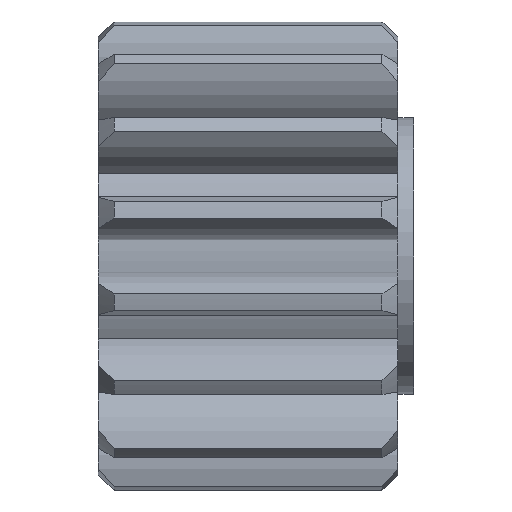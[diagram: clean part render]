
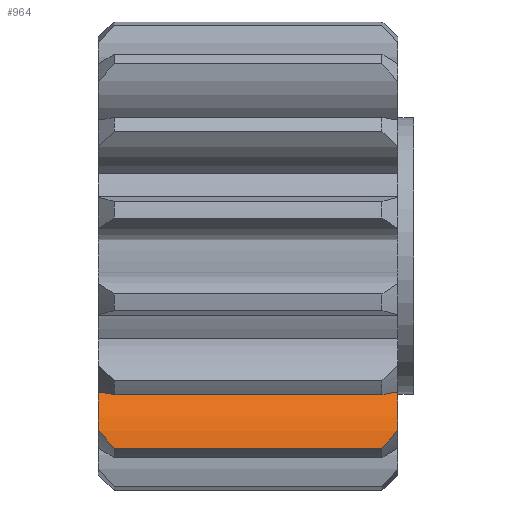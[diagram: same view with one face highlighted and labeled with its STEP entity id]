
A CAD part, front view. The second image highlights one B-rep face of the part: STEP entity #964.
In plain terms, the highlighted cylindrical face has radius 4.064 mm (diameter 8.128 mm), a partial arc.
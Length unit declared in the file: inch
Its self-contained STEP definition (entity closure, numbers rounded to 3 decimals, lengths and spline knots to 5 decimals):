
#139 = CIRCLE ( 'NONE', #2335, 0.16 ) ;
#274 = VERTEX_POINT ( 'NONE', #3317 ) ;
#280 = DIRECTION ( 'NONE',  ( -1., 0., 0. ) ) ;
#300 = CARTESIAN_POINT ( 'NONE',  ( 0., -0.2579, -0.33149 ) ) ;
#364 = FACE_OUTER_BOUND ( 'NONE', #727, .T. ) ;
#393 = VECTOR ( 'NONE', #3720, 39.37008 ) ;
#627 = CARTESIAN_POINT ( 'NONE',  ( 0.568, -0.10343, -0.37319 ) ) ;
#688 = CARTESIAN_POINT ( 'NONE',  ( 0.568, -0.26322, -0.36498 ) ) ;
#692 = CARTESIAN_POINT ( 'NONE',  ( 0.568, -0.2579, -0.33149 ) ) ;
#727 = EDGE_LOOP ( 'NONE', ( #1600, #1436, #1979, #3227, #3011, #1310 ) ) ;
#766 = EDGE_CURVE ( 'NONE', #3728, #2627, #3365, .T. ) ;
#930 = DIRECTION ( 'NONE',  ( -1., 0., 0. ) ) ;
#964 = ADVANCED_FACE ( 'NONE', ( #364 ), #1530, .T. ) ;
#1029 = AXIS2_PLACEMENT_3D ( 'NONE', #627, #2802, #3381 ) ;
#1100 = CARTESIAN_POINT ( 'NONE',  ( 0.55774, -0.26081, -0.34224 ) ) ;
#1130 = AXIS2_PLACEMENT_3D ( 'NONE', #3611, #930, #2125 ) ;
#1138 = LINE ( 'NONE', #1493, #3335 ) ;
#1310 = ORIENTED_EDGE ( 'NONE', *, *, #3122, .T. ) ;
#1359 = CARTESIAN_POINT ( 'NONE',  ( 0.568, -0.2579, -0.33149 ) ) ;
#1361 = VERTEX_POINT ( 'NONE', #692 ) ;
#1362 = DIRECTION ( 'NONE',  ( 1., 0., 0. ) ) ;
#1436 = ORIENTED_EDGE ( 'NONE', *, *, #2739, .T. ) ;
#1493 = CARTESIAN_POINT ( 'NONE',  ( 0.568, -0.21627, -0.25975 ) ) ;
#1498 = EDGE_CURVE ( 'NONE', #1361, #2771, #2010, .T. ) ;
#1499 = CARTESIAN_POINT ( 'NONE',  ( 0.01026, -0.26081, -0.34224 ) ) ;
#1530 = CYLINDRICAL_SURFACE ( 'NONE', #1029, 0.16 ) ;
#1600 = ORIENTED_EDGE ( 'NONE', *, *, #3741, .T. ) ;
#1922 = CARTESIAN_POINT ( 'NONE',  ( 0.568, -0.21627, -0.25975 ) ) ;
#1964 = CARTESIAN_POINT ( 'NONE',  ( 0.538, -0.26322, -0.36498 ) ) ;
#1979 = ORIENTED_EDGE ( 'NONE', *, *, #766, .T. ) ;
#2010 = CIRCLE ( 'NONE', #1130, 0.16 ) ;
#2051 = VERTEX_POINT ( 'NONE', #3360 ) ;
#2120 = CARTESIAN_POINT ( 'NONE',  ( 0.538, -0.26322, -0.36498 ) ) ;
#2125 = DIRECTION ( 'NONE',  ( 0., 0., 1. ) ) ;
#2335 = AXIS2_PLACEMENT_3D ( 'NONE', #3182, #1362, #2895 ) ;
#2371 = B_SPLINE_CURVE_WITH_KNOTS ( 'NONE', 3,
 ( #300, #1499, #3590, #2696 ),
 .UNSPECIFIED., .F., .F.,
 ( 4, 4 ),
 ( 0., 0.00115 ),
 .UNSPECIFIED. ) ;
#2578 = CARTESIAN_POINT ( 'NONE',  ( 0.54774, -0.26263, -0.3534 ) ) ;
#2627 = VERTEX_POINT ( 'NONE', #2120 ) ;
#2696 = CARTESIAN_POINT ( 'NONE',  ( 0.03, -0.26322, -0.36498 ) ) ;
#2739 = EDGE_CURVE ( 'NONE', #274, #3728, #2371, .T. ) ;
#2766 = B_SPLINE_CURVE_WITH_KNOTS ( 'NONE', 3,
 ( #1964, #2578, #1100, #1359 ),
 .UNSPECIFIED., .F., .F.,
 ( 4, 4 ),
 ( 0., 0.00115 ),
 .UNSPECIFIED. ) ;
#2771 = VERTEX_POINT ( 'NONE', #1922 ) ;
#2802 = DIRECTION ( 'NONE',  ( -1., 0., 0. ) ) ;
#2855 = CARTESIAN_POINT ( 'NONE',  ( 0.03, -0.26322, -0.36498 ) ) ;
#2895 = DIRECTION ( 'NONE',  ( 0., 0., 1. ) ) ;
#3011 = ORIENTED_EDGE ( 'NONE', *, *, #1498, .T. ) ;
#3122 = EDGE_CURVE ( 'NONE', #2771, #2051, #1138, .T. ) ;
#3182 = CARTESIAN_POINT ( 'NONE',  ( 0., -0.10343, -0.37319 ) ) ;
#3227 = ORIENTED_EDGE ( 'NONE', *, *, #3578, .T. ) ;
#3317 = CARTESIAN_POINT ( 'NONE',  ( 0., -0.2579, -0.33149 ) ) ;
#3335 = VECTOR ( 'NONE', #280, 39.37008 ) ;
#3360 = CARTESIAN_POINT ( 'NONE',  ( 0., -0.21627, -0.25975 ) ) ;
#3365 = LINE ( 'NONE', #688, #393 ) ;
#3381 = DIRECTION ( 'NONE',  ( 0., 0., 1. ) ) ;
#3578 = EDGE_CURVE ( 'NONE', #2627, #1361, #2766, .T. ) ;
#3590 = CARTESIAN_POINT ( 'NONE',  ( 0.02026, -0.26263, -0.3534 ) ) ;
#3611 = CARTESIAN_POINT ( 'NONE',  ( 0.568, -0.10343, -0.37319 ) ) ;
#3720 = DIRECTION ( 'NONE',  ( 1., 0., 0. ) ) ;
#3728 = VERTEX_POINT ( 'NONE', #2855 ) ;
#3741 = EDGE_CURVE ( 'NONE', #2051, #274, #139, .T. ) ;
